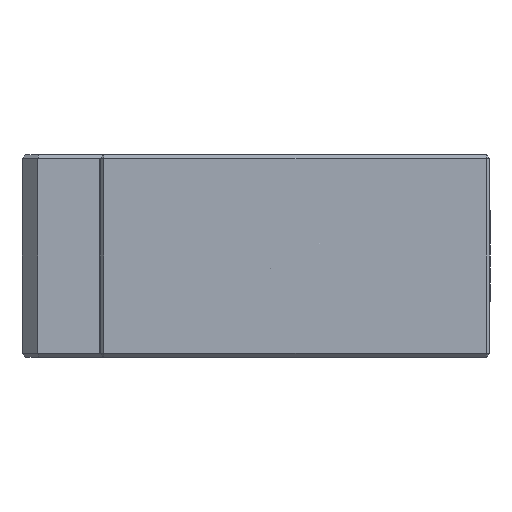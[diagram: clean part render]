
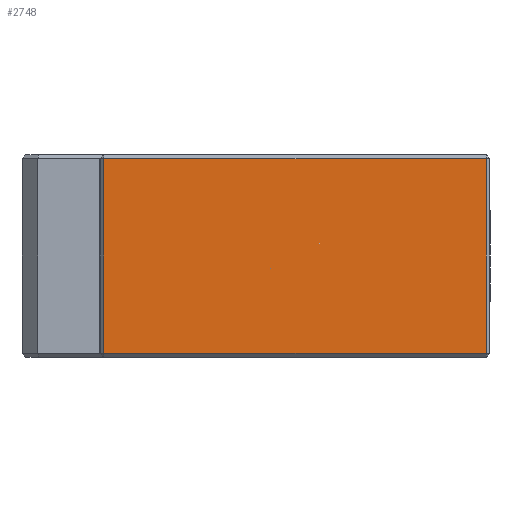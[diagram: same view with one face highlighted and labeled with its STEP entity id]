
A CAD part, left-side view. The second image highlights one B-rep face of the part: STEP entity #2748.
In plain terms, the highlighted planar face has unit normal (-1, 0, 0).
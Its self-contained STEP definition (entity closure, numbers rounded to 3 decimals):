
#908 = CARTESIAN_POINT ( 'NONE',  ( -44., -33.5, -12.5 ) ) ;
#909 = CARTESIAN_POINT ( 'NONE',  ( -44., 15.5, 12.5 ) ) ;
#910 = CARTESIAN_POINT ( 'NONE',  ( -44., 15.5, -12.5 ) ) ;
#911 = CARTESIAN_POINT ( 'NONE',  ( -44., -33.5, 12.5 ) ) ;
#1506 = ORIENTED_EDGE ( 'NONE', *, *, #2732, .T. ) ;
#1510 = ORIENTED_EDGE ( 'NONE', *, *, #2842, .T. ) ;
#1512 = ORIENTED_EDGE ( 'NONE', *, *, #2712, .T. ) ;
#1514 = ORIENTED_EDGE ( 'NONE', *, *, #2815, .T. ) ;
#1991 = VERTEX_POINT ( 'NONE', #908 ) ;
#2007 = VERTEX_POINT ( 'NONE', #909 ) ;
#2008 = VERTEX_POINT ( 'NONE', #910 ) ;
#2009 = VERTEX_POINT ( 'NONE', #911 ) ;
#2021 = LINE ( 'NONE', #2022, #3324 ) ;
#2022 = CARTESIAN_POINT ( 'NONE',  ( -44., 16., -12.5 ) ) ;
#2023 = DIRECTION ( 'NONE',  ( 0., -1., 0. ) ) ;
#2116 = LINE ( 'NONE', #2117, #3099 ) ;
#2117 = CARTESIAN_POINT ( 'NONE',  ( -44., 16., 12.5 ) ) ;
#2118 = DIRECTION ( 'NONE',  ( 0., 1., 0. ) ) ;
#2169 = PLANE ( 'NONE',  #3081 ) ;
#2170 = CARTESIAN_POINT ( 'NONE',  ( -44., 16., 13. ) ) ;
#2171 = DIRECTION ( 'NONE',  ( 1., 0., 0. ) ) ;
#2172 = DIRECTION ( 'NONE',  ( 0., 1., 0. ) ) ;
#2433 = LINE ( 'NONE', #2434, #3063 ) ;
#2434 = CARTESIAN_POINT ( 'NONE',  ( -44., -33.5, 13. ) ) ;
#2435 = DIRECTION ( 'NONE',  ( 0., 0., 1. ) ) ;
#2560 = LINE ( 'NONE', #2561, #3061 ) ;
#2561 = CARTESIAN_POINT ( 'NONE',  ( -44., 15.5, 13. ) ) ;
#2562 = DIRECTION ( 'NONE',  ( 0., 0., -1. ) ) ;
#2712 = EDGE_CURVE ( 'NONE', #2008, #1991, #2021, .T. ) ;
#2732 = EDGE_CURVE ( 'NONE', #2009, #2007, #2116, .T. ) ;
#2748 = ADVANCED_FACE ( 'NONE', ( #2978 ), #2169, .F. ) ;
#2815 = EDGE_CURVE ( 'NONE', #1991, #2009, #2433, .T. ) ;
#2842 = EDGE_CURVE ( 'NONE', #2007, #2008, #2560, .T. ) ;
#2978 = FACE_OUTER_BOUND ( 'NONE', #3693, .T. ) ;
#3061 = VECTOR ( 'NONE', #2562, 1000. ) ;
#3063 = VECTOR ( 'NONE', #2435, 1000. ) ;
#3081 = AXIS2_PLACEMENT_3D ( 'NONE', #2170, #2171, #2172 ) ;
#3099 = VECTOR ( 'NONE', #2118, 1000. ) ;
#3324 = VECTOR ( 'NONE', #2023, 1000. ) ;
#3693 = EDGE_LOOP ( 'NONE', ( #1510, #1512, #1514, #1506 ) ) ;
